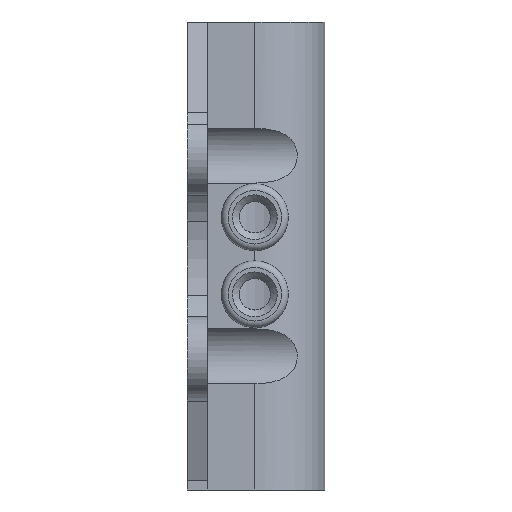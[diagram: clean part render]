
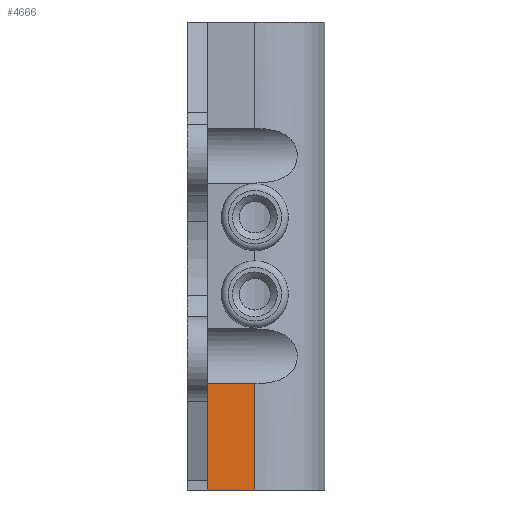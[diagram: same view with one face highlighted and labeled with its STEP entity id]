
A CAD part, front view. The second image highlights one B-rep face of the part: STEP entity #4666.
In plain terms, the highlighted planar face has unit normal (0, -1, 0).
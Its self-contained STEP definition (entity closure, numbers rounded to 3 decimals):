
#100 = PLANE('',#101);
#101 = AXIS2_PLACEMENT_3D('',#102,#103,#104);
#102 = CARTESIAN_POINT('',(-7.113,-15.071,
    37.382));
#103 = DIRECTION('',(1.,0.,0.));
#104 = DIRECTION('',(0.,1.,0.));
#738 = PLANE('',#739);
#739 = AXIS2_PLACEMENT_3D('',#740,#741,#742);
#740 = CARTESIAN_POINT('',(-2.857,0.724,2.392));
#741 = DIRECTION('',(0.,0.,-1.));
#742 = DIRECTION('',(-1.,0.,0.));
#2646 = VERTEX_POINT('',#2647);
#2647 = CARTESIAN_POINT('',(-7.113,-13.,2.392));
#2668 = EDGE_CURVE('',#2669,#2646,#2671,.T.);
#2669 = VERTEX_POINT('',#2670);
#2670 = CARTESIAN_POINT('',(-7.113,-13.,18.295));
#2671 = SURFACE_CURVE('',#2672,(#2676,#2683),.PCURVE_S1.);
#2672 = LINE('',#2673,#2674);
#2673 = CARTESIAN_POINT('',(-7.113,-13.,72.392));
#2674 = VECTOR('',#2675,1.);
#2675 = DIRECTION('',(-0.,-0.,-1.));
#2676 = PCURVE('',#100,#2677);
#2677 = DEFINITIONAL_REPRESENTATION('',(#2678),#2682);
#2678 = LINE('',#2679,#2680);
#2679 = CARTESIAN_POINT('',(2.071,35.011));
#2680 = VECTOR('',#2681,1.);
#2681 = DIRECTION('',(0.,-1.));
#2682 = ( GEOMETRIC_REPRESENTATION_CONTEXT(2) 
PARAMETRIC_REPRESENTATION_CONTEXT() REPRESENTATION_CONTEXT('2D SPACE',''
  ) );
#2683 = PCURVE('',#2684,#2689);
#2684 = PLANE('',#2685);
#2685 = AXIS2_PLACEMENT_3D('',#2686,#2687,#2688);
#2686 = CARTESIAN_POINT('',(-3.556,-13.,10.344));
#2687 = DIRECTION('',(0.,-1.,0.));
#2688 = DIRECTION('',(-1.,0.,0.));
#2689 = DEFINITIONAL_REPRESENTATION('',(#2690),#2694);
#2690 = LINE('',#2691,#2692);
#2691 = CARTESIAN_POINT('',(3.556,-62.049));
#2692 = VECTOR('',#2693,1.);
#2693 = DIRECTION('',(0.,1.));
#2694 = ( GEOMETRIC_REPRESENTATION_CONTEXT(2) 
PARAMETRIC_REPRESENTATION_CONTEXT() REPRESENTATION_CONTEXT('2D SPACE',''
  ) );
#2713 = CYLINDRICAL_SURFACE('',#2714,5.);
#2714 = AXIS2_PLACEMENT_3D('',#2715,#2716,#2717);
#2715 = CARTESIAN_POINT('',(-7.113,-15.866,22.392));
#2716 = DIRECTION('',(-1.,-0.,-0.));
#2717 = DIRECTION('',(0.,1.,0.));
#4666 = ADVANCED_FACE('',(#4667),#2684,.T.);
#4667 = FACE_BOUND('',#4668,.T.);
#4668 = EDGE_LOOP('',(#4669,#4699,#4720,#4721));
#4669 = ORIENTED_EDGE('',*,*,#4670,.F.);
#4670 = EDGE_CURVE('',#4671,#4673,#4675,.T.);
#4671 = VERTEX_POINT('',#4672);
#4672 = CARTESIAN_POINT('',(0.,-13.,18.295));
#4673 = VERTEX_POINT('',#4674);
#4674 = CARTESIAN_POINT('',(0.,-13.,2.392));
#4675 = SURFACE_CURVE('',#4676,(#4680,#4687),.PCURVE_S1.);
#4676 = LINE('',#4677,#4678);
#4677 = CARTESIAN_POINT('',(0.,-13.,72.392));
#4678 = VECTOR('',#4679,1.);
#4679 = DIRECTION('',(-0.,-0.,-1.));
#4680 = PCURVE('',#2684,#4681);
#4681 = DEFINITIONAL_REPRESENTATION('',(#4682),#4686);
#4682 = LINE('',#4683,#4684);
#4683 = CARTESIAN_POINT('',(-3.556,-62.049));
#4684 = VECTOR('',#4685,1.);
#4685 = DIRECTION('',(0.,1.));
#4686 = ( GEOMETRIC_REPRESENTATION_CONTEXT(2) 
PARAMETRIC_REPRESENTATION_CONTEXT() REPRESENTATION_CONTEXT('2D SPACE',''
  ) );
#4687 = PCURVE('',#4688,#4693);
#4688 = CYLINDRICAL_SURFACE('',#4689,10.5);
#4689 = AXIS2_PLACEMENT_3D('',#4690,#4691,#4692);
#4690 = CARTESIAN_POINT('',(0.,-2.5,72.392));
#4691 = DIRECTION('',(0.,0.,1.));
#4692 = DIRECTION('',(1.,0.,0.));
#4693 = DEFINITIONAL_REPRESENTATION('',(#4694),#4698);
#4694 = LINE('',#4695,#4696);
#4695 = CARTESIAN_POINT('',(4.712,0.));
#4696 = VECTOR('',#4697,1.);
#4697 = DIRECTION('',(0.,-1.));
#4698 = ( GEOMETRIC_REPRESENTATION_CONTEXT(2) 
PARAMETRIC_REPRESENTATION_CONTEXT() REPRESENTATION_CONTEXT('2D SPACE',''
  ) );
#4699 = ORIENTED_EDGE('',*,*,#4700,.T.);
#4700 = EDGE_CURVE('',#4671,#2669,#4701,.T.);
#4701 = SURFACE_CURVE('',#4702,(#4706,#4713),.PCURVE_S1.);
#4702 = LINE('',#4703,#4704);
#4703 = CARTESIAN_POINT('',(-7.113,-13.,18.295));
#4704 = VECTOR('',#4705,1.);
#4705 = DIRECTION('',(-1.,-0.,-0.));
#4706 = PCURVE('',#2684,#4707);
#4707 = DEFINITIONAL_REPRESENTATION('',(#4708),#4712);
#4708 = LINE('',#4709,#4710);
#4709 = CARTESIAN_POINT('',(3.556,-7.951));
#4710 = VECTOR('',#4711,1.);
#4711 = DIRECTION('',(1.,-0.));
#4712 = ( GEOMETRIC_REPRESENTATION_CONTEXT(2) 
PARAMETRIC_REPRESENTATION_CONTEXT() REPRESENTATION_CONTEXT('2D SPACE',''
  ) );
#4713 = PCURVE('',#2713,#4714);
#4714 = DEFINITIONAL_REPRESENTATION('',(#4715),#4719);
#4715 = LINE('',#4716,#4717);
#4716 = CARTESIAN_POINT('',(-5.323,0.));
#4717 = VECTOR('',#4718,1.);
#4718 = DIRECTION('',(-0.,1.));
#4719 = ( GEOMETRIC_REPRESENTATION_CONTEXT(2) 
PARAMETRIC_REPRESENTATION_CONTEXT() REPRESENTATION_CONTEXT('2D SPACE',''
  ) );
#4720 = ORIENTED_EDGE('',*,*,#2668,.T.);
#4721 = ORIENTED_EDGE('',*,*,#4722,.F.);
#4722 = EDGE_CURVE('',#4673,#2646,#4723,.T.);
#4723 = SURFACE_CURVE('',#4724,(#4728,#4735),.PCURVE_S1.);
#4724 = LINE('',#4725,#4726);
#4725 = CARTESIAN_POINT('',(-3.934,-13.,2.392));
#4726 = VECTOR('',#4727,1.);
#4727 = DIRECTION('',(-1.,-0.,0.));
#4728 = PCURVE('',#2684,#4729);
#4729 = DEFINITIONAL_REPRESENTATION('',(#4730),#4734);
#4730 = LINE('',#4731,#4732);
#4731 = CARTESIAN_POINT('',(0.377,7.951));
#4732 = VECTOR('',#4733,1.);
#4733 = DIRECTION('',(1.,0.));
#4734 = ( GEOMETRIC_REPRESENTATION_CONTEXT(2) 
PARAMETRIC_REPRESENTATION_CONTEXT() REPRESENTATION_CONTEXT('2D SPACE',''
  ) );
#4735 = PCURVE('',#738,#4736);
#4736 = DEFINITIONAL_REPRESENTATION('',(#4737),#4741);
#4737 = LINE('',#4738,#4739);
#4738 = CARTESIAN_POINT('',(1.077,-13.724));
#4739 = VECTOR('',#4740,1.);
#4740 = DIRECTION('',(1.,-0.));
#4741 = ( GEOMETRIC_REPRESENTATION_CONTEXT(2) 
PARAMETRIC_REPRESENTATION_CONTEXT() REPRESENTATION_CONTEXT('2D SPACE',''
  ) );
